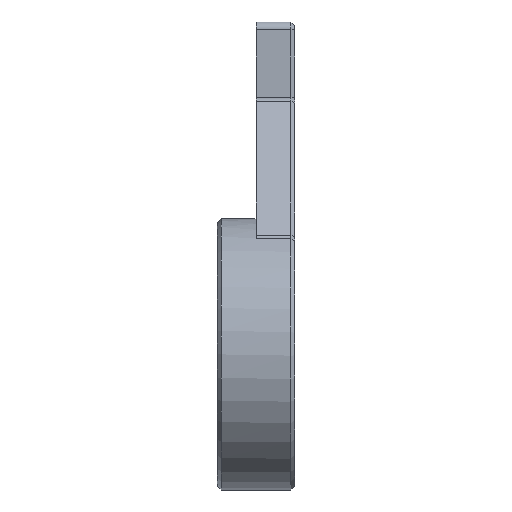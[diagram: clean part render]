
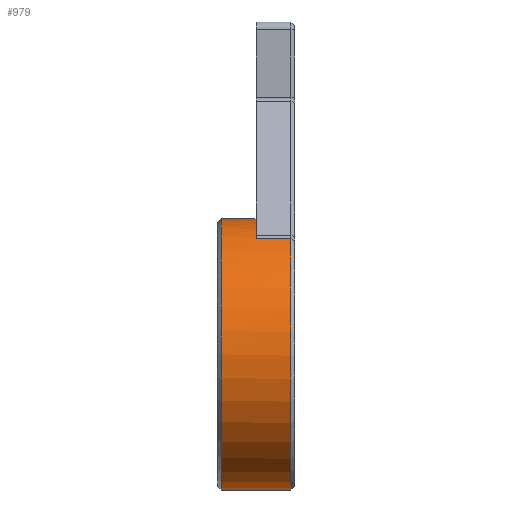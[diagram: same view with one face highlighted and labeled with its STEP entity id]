
A CAD part, left-side view. The second image highlights one B-rep face of the part: STEP entity #979.
In plain terms, the highlighted cylindrical face has radius 17.5 mm (diameter 35 mm), a partial arc.
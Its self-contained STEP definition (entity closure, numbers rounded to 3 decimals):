
#33 = VECTOR ( 'NONE', #662, 1000. ) ;
#58 = VECTOR ( 'NONE', #566, 1000. ) ;
#164 = CARTESIAN_POINT ( 'NONE',  ( -36.5, 0.5, -32.909 ) ) ;
#182 = CARTESIAN_POINT ( 'NONE',  ( -36.5, 5., -32.909 ) ) ;
#195 = CARTESIAN_POINT ( 'NONE',  ( -36.5, 5., -32.909 ) ) ;
#196 = AXIS2_PLACEMENT_3D ( 'NONE', #195, #1110, #536 ) ;
#213 = FACE_OUTER_BOUND ( 'NONE', #1097, .T. ) ;
#223 = EDGE_CURVE ( 'NONE', #226, #246, #1040, .T. ) ;
#226 = VERTEX_POINT ( 'NONE', #1059 ) ;
#240 = DIRECTION ( 'NONE',  ( 0., -1., 0. ) ) ;
#246 = VERTEX_POINT ( 'NONE', #1117 ) ;
#286 = AXIS2_PLACEMENT_3D ( 'NONE', #975, #1436, #1321 ) ;
#304 = ORIENTED_EDGE ( 'NONE', *, *, #308, .T. ) ;
#308 = EDGE_CURVE ( 'NONE', #246, #1425, #898, .T. ) ;
#319 = CARTESIAN_POINT ( 'NONE',  ( -45.471, 0.5, -17.884 ) ) ;
#333 = AXIS2_PLACEMENT_3D ( 'NONE', #182, #1103, #1210 ) ;
#338 = LINE ( 'NONE', #1342, #58 ) ;
#447 = EDGE_CURVE ( 'NONE', #616, #1006, #568, .T. ) ;
#509 = EDGE_CURVE ( 'NONE', #679, #226, #596, .T. ) ;
#536 = DIRECTION ( 'NONE',  ( 0., 0., -1. ) ) ;
#566 = DIRECTION ( 'NONE',  ( 0., 1., 0. ) ) ;
#568 = CIRCLE ( 'NONE', #333, 17.5 ) ;
#596 = CIRCLE ( 'NONE', #286, 17.5 ) ;
#611 = ORIENTED_EDGE ( 'NONE', *, *, #447, .T. ) ;
#613 = CARTESIAN_POINT ( 'NONE',  ( -36.5, 5., -15.409 ) ) ;
#616 = VERTEX_POINT ( 'NONE', #881 ) ;
#655 = CYLINDRICAL_SURFACE ( 'NONE', #196, 17.5 ) ;
#662 = DIRECTION ( 'NONE',  ( 0., -1., 0. ) ) ;
#679 = VERTEX_POINT ( 'NONE', #1373 ) ;
#709 = AXIS2_PLACEMENT_3D ( 'NONE', #164, #1087, #856 ) ;
#805 = CARTESIAN_POINT ( 'NONE',  ( -36.5, 5., -15.409 ) ) ;
#828 = ORIENTED_EDGE ( 'NONE', *, *, #509, .T. ) ;
#835 = ORIENTED_EDGE ( 'NONE', *, *, #1209, .T. ) ;
#856 = DIRECTION ( 'NONE',  ( 0., 0., 1. ) ) ;
#881 = CARTESIAN_POINT ( 'NONE',  ( -45.471, 5., -17.884 ) ) ;
#898 = CIRCLE ( 'NONE', #709, 17.5 ) ;
#975 = CARTESIAN_POINT ( 'NONE',  ( -36.5, 9.5, -32.909 ) ) ;
#979 = ADVANCED_FACE ( 'NONE', ( #213 ), #655, .T. ) ;
#1006 = VERTEX_POINT ( 'NONE', #613 ) ;
#1040 = LINE ( 'NONE', #1050, #33 ) ;
#1050 = CARTESIAN_POINT ( 'NONE',  ( -36.5, 5., -50.409 ) ) ;
#1059 = CARTESIAN_POINT ( 'NONE',  ( -36.5, 9.5, -50.409 ) ) ;
#1087 = DIRECTION ( 'NONE',  ( 0., 1., 0. ) ) ;
#1097 = EDGE_LOOP ( 'NONE', ( #1187, #828, #1251, #304, #835, #611 ) ) ;
#1103 = DIRECTION ( 'NONE',  ( 0., 1., 0. ) ) ;
#1110 = DIRECTION ( 'NONE',  ( 0., -1., 0. ) ) ;
#1117 = CARTESIAN_POINT ( 'NONE',  ( -36.5, 0.5, -50.409 ) ) ;
#1187 = ORIENTED_EDGE ( 'NONE', *, *, #1356, .F. ) ;
#1209 = EDGE_CURVE ( 'NONE', #1425, #616, #338, .T. ) ;
#1210 = DIRECTION ( 'NONE',  ( 0., 0., 1. ) ) ;
#1251 = ORIENTED_EDGE ( 'NONE', *, *, #223, .T. ) ;
#1321 = DIRECTION ( 'NONE',  ( 0., 0., 1. ) ) ;
#1342 = CARTESIAN_POINT ( 'NONE',  ( -45.471, 5., -17.884 ) ) ;
#1356 = EDGE_CURVE ( 'NONE', #679, #1006, #1378, .T. ) ;
#1373 = CARTESIAN_POINT ( 'NONE',  ( -36.5, 9.5, -15.409 ) ) ;
#1378 = LINE ( 'NONE', #805, #1430 ) ;
#1425 = VERTEX_POINT ( 'NONE', #319 ) ;
#1430 = VECTOR ( 'NONE', #240, 1000. ) ;
#1436 = DIRECTION ( 'NONE',  ( 0., -1., 0. ) ) ;
